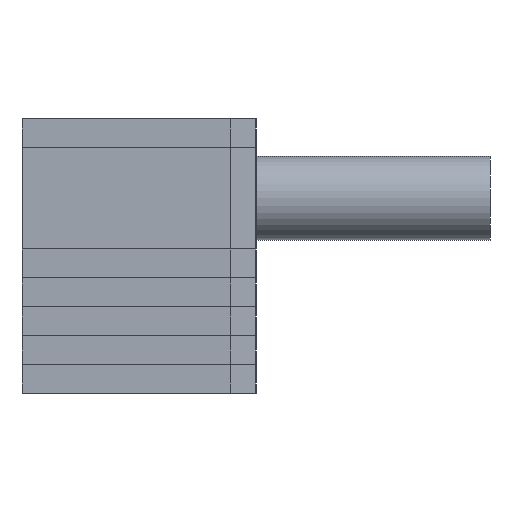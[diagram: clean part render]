
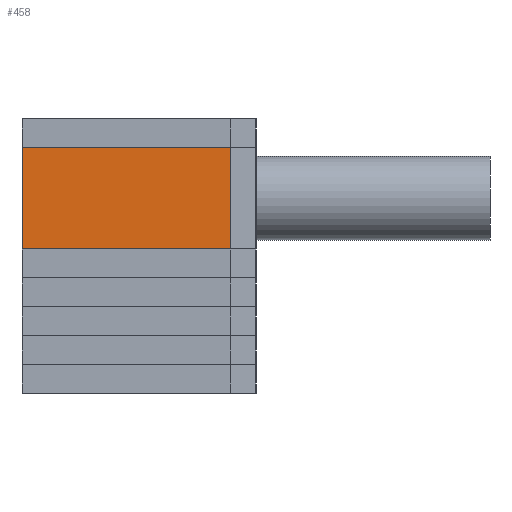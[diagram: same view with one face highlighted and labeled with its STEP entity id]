
A CAD part, left-side view. The second image highlights one B-rep face of the part: STEP entity #458.
In plain terms, the highlighted face is planar.
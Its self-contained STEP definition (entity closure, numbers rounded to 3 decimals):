
#42 = EDGE_CURVE ( 'NONE', #2746, #216, #1434, .T. ) ;
#216 = VERTEX_POINT ( 'NONE', #2668 ) ;
#255 = AXIS2_PLACEMENT_3D ( 'NONE', #2301, #2737, #1418 ) ;
#347 = PLANE ( 'NONE',  #255 ) ;
#458 = ADVANCED_FACE ( 'NONE', ( #962 ), #347, .T. ) ;
#462 = ORIENTED_EDGE ( 'NONE', *, *, #2241, .T. ) ;
#698 = LINE ( 'NONE', #1773, #1332 ) ;
#711 = VERTEX_POINT ( 'NONE', #1997 ) ;
#772 = CARTESIAN_POINT ( 'NONE',  ( 2.6, -4.2, -10. ) ) ;
#940 = VERTEX_POINT ( 'NONE', #1979 ) ;
#962 = FACE_OUTER_BOUND ( 'NONE', #1269, .T. ) ;
#966 = EDGE_CURVE ( 'NONE', #711, #216, #1517, .T. ) ;
#1100 = VECTOR ( 'NONE', #1227, 1000. ) ;
#1227 = DIRECTION ( 'NONE',  ( -1., 0., 0. ) ) ;
#1269 = EDGE_LOOP ( 'NONE', ( #462, #2556, #1835, #2688 ) ) ;
#1332 = VECTOR ( 'NONE', #1588, 1000. ) ;
#1418 = DIRECTION ( 'NONE',  ( -1., 0., 0. ) ) ;
#1434 = LINE ( 'NONE', #772, #2650 ) ;
#1451 = CARTESIAN_POINT ( 'NONE',  ( 2.6, 6.5, -10. ) ) ;
#1517 = LINE ( 'NONE', #2683, #2189 ) ;
#1588 = DIRECTION ( 'NONE',  ( 0., -1., 0. ) ) ;
#1598 = EDGE_CURVE ( 'NONE', #940, #711, #2769, .T. ) ;
#1773 = CARTESIAN_POINT ( 'NONE',  ( 2.6, 0., -10. ) ) ;
#1835 = ORIENTED_EDGE ( 'NONE', *, *, #966, .F. ) ;
#1979 = CARTESIAN_POINT ( 'NONE',  ( 2.6, 6.5, -10. ) ) ;
#1997 = CARTESIAN_POINT ( 'NONE',  ( -2.6, 6.5, -10. ) ) ;
#2130 = CARTESIAN_POINT ( 'NONE',  ( 2.6, -4.2, -10. ) ) ;
#2189 = VECTOR ( 'NONE', #2717, 1000. ) ;
#2241 = EDGE_CURVE ( 'NONE', #940, #2746, #698, .T. ) ;
#2301 = CARTESIAN_POINT ( 'NONE',  ( 2.6, 0., -10. ) ) ;
#2497 = DIRECTION ( 'NONE',  ( -1., 0., 0. ) ) ;
#2556 = ORIENTED_EDGE ( 'NONE', *, *, #42, .T. ) ;
#2650 = VECTOR ( 'NONE', #2497, 1000. ) ;
#2668 = CARTESIAN_POINT ( 'NONE',  ( -2.6, -4.2, -10. ) ) ;
#2683 = CARTESIAN_POINT ( 'NONE',  ( -2.6, 0., -10. ) ) ;
#2688 = ORIENTED_EDGE ( 'NONE', *, *, #1598, .F. ) ;
#2717 = DIRECTION ( 'NONE',  ( 0., -1., 0. ) ) ;
#2737 = DIRECTION ( 'NONE',  ( 0., 0., -1. ) ) ;
#2746 = VERTEX_POINT ( 'NONE', #2130 ) ;
#2769 = LINE ( 'NONE', #1451, #1100 ) ;
